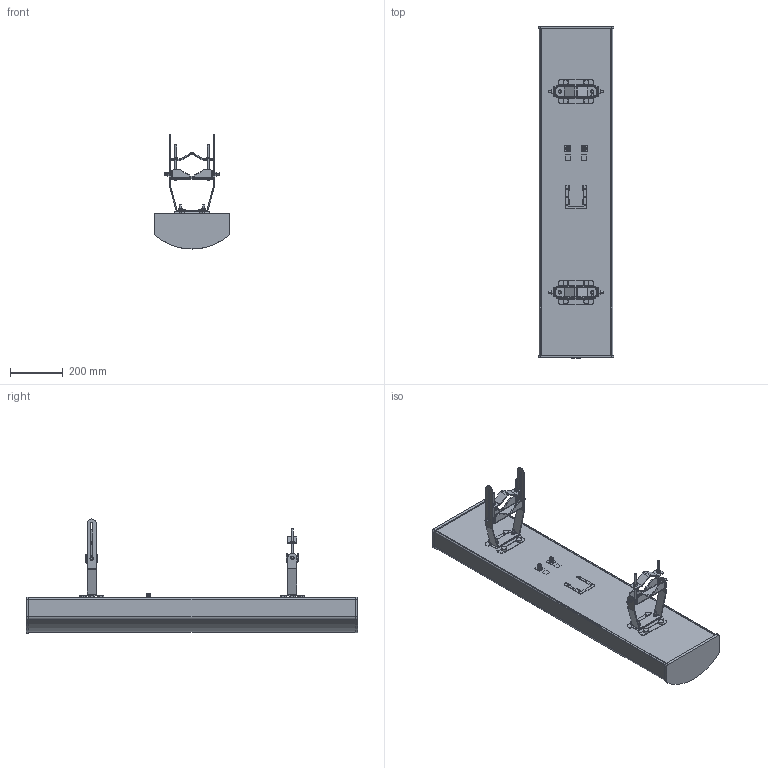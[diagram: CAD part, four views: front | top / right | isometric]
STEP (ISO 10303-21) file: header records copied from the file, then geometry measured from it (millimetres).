
FILE_DESCRIPTION (( 'STEP AP214' ), '1' );
FILE_NAME ('HG9012DP-120.STEP', '2019-01-25T18:42:15', ( '' ), ( '' ), 'SwSTEP 2.0', 'SolidWorks 2017', '' );
FILE_SCHEMA (( 'AUTOMOTIVE_DESIGN' ));
Length unit declared in the file: inch
Products named in the file (18): HG9012DP-120_hex bolt_ai_H Bolt 0.3125 x 1; HG9012DP-120_1T_+45_Label; HG9012DP-120_hex bolt_ai_HBolt; hex nut_ai_HNUT 0.3125-18-D-N; round head square neck bolt_ai_RHSNBOLT 0.3125-18x1x1-N; HG9012DP-120_Cover_11inch; HG9012DP-120_Tower Bracket Assy-short; round head square neck bolt_ai_RHSNBOLT 0.3125-18x5x1-N; Tower Bracket-V clamp; HG9012DP-120_2T_-45_Label; HG9012DP-120_NTypeConnector; Tower Bracket-short; Tower Bracket-long; HG9012DP-120_Mounting Bracket; Tower Bracket-C clamp; HG9012DP-120_Tower Bracket Assy-long; HG9012DP-120; Radio Mount - UBNT (1)
Assembly tree (48 placements, depth 3):
  HG9012DP-120
    HG9012DP-120_Cover_11inch
    HG9012DP-120_Mounting Bracket  x2
    HG9012DP-120_hex bolt_ai_H Bolt 0.3125 x 1  x8
    HG9012DP-120_hex bolt_ai_HBolt  x4
    HG9012DP-120_Tower Bracket Assy-short
      Tower Bracket-short
      Tower Bracket-C clamp
      Tower Bracket-V clamp
      round head square neck bolt_ai_RHSNBOLT 0.3125-18x1x1-N  x2
      round head square neck bolt_ai_RHSNBOLT 0.3125-18x5x1-N  x2
      hex nut_ai_HNUT 0.3125-18-D-N  x6
    HG9012DP-120_Tower Bracket Assy-long
      Tower Bracket-long
      Tower Bracket-C clamp
      Tower Bracket-V clamp
      round head square neck bolt_ai_RHSNBOLT 0.3125-18x1x1-N  x2
      round head square neck bolt_ai_RHSNBOLT 0.3125-18x5x1-N  x2
      hex nut_ai_HNUT 0.3125-18-D-N  x6
    HG9012DP-120_NTypeConnector  x2
    Radio Mount - UBNT (1)
    HG9012DP-120_1T_+45_Label
    HG9012DP-120_2T_-45_Label
Bounding box: 285.75 x 1260.35 x 433.21 mm (x, y, z)
Volume: 4024288.4 mm3; surface area: 2229965.6 mm2
Topology: 48 solids, 49 shells, 1449 faces, 3551 edges, 2224 vertices
Faces by surface type: plane 570, cylinder 485, cone 340, bspline 54
Entity records: 27398 total; most frequent: CARTESIAN_POINT 6236, ORIENTED_EDGE 2814, DIRECTION 2791, EDGE_CURVE 1407, AXIS2_PLACEMENT_3D 987, VERTEX_POINT 915, VECTOR 817, LINE 817
